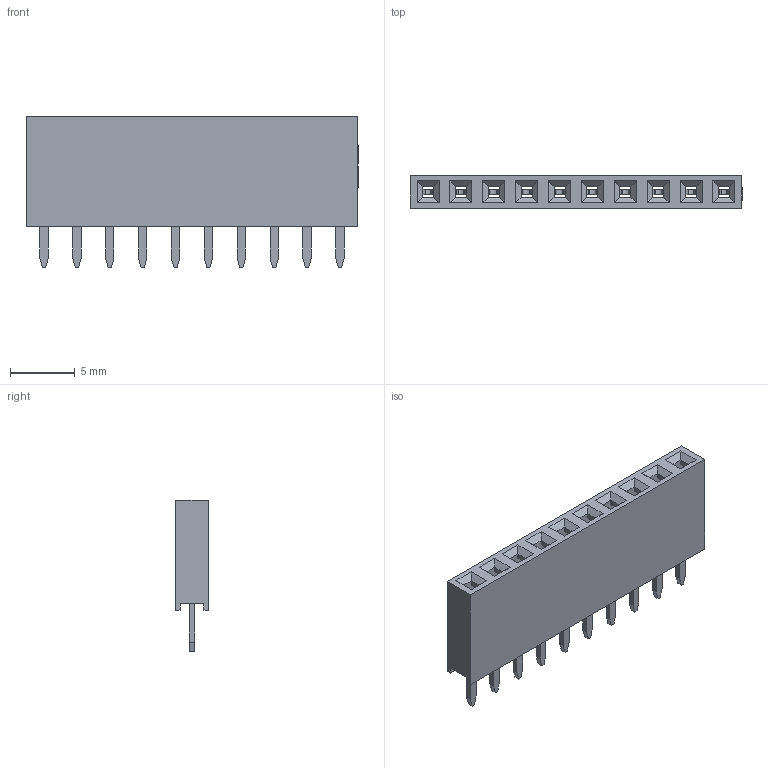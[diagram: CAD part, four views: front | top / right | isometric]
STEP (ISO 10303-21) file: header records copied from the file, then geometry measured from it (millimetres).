
FILE_DESCRIPTION(/* description */ ('Designed by EasyEDA Pro'),/* implementation_level */ '2;1');
FILE_NAME(/* name */ 'PM_2.54_1X10P_LH.step',/* time_stamp */ '2025-03-26T15:29:52+08:00',/* author */ (''),/* organization */ (''),/* preprocessor_version */ 'ST-DEVELOPER v20.1',/* originating_system */ 'Autodesk Translation Framework v14.4.0.0',/* authorisation */ '');
FILE_SCHEMA (('AUTOMOTIVE_DESIGN { 1 0 10303 214 3 1 1 }'));
Length unit declared in the file: millimetre
Products named in the file (4): LmMh-PCBModel; LmMh-Board; LmMh-U1-HDR-TH_10P-P2.54-V-F; COMPOUND
Assembly tree (3 placements, depth 3):
  LmMh-PCBModel
    LmMh-Board
    LmMh-U1-HDR-TH_10P-P2.54-V-F
      COMPOUND
Bounding box: 25.65 x 2.54 x 11.7 mm (x, y, z)
Volume: 437.8 mm3; surface area: 1378.9 mm2
Topology: 11 solids, 11 shells, 694 faces, 1919 edges, 1266 vertices
Faces by surface type: plane 446, cylinder 150, bspline 98
Entity records: 22808 total; most frequent: CARTESIAN_POINT 4934, ORIENTED_EDGE 3838, DIRECTION 3397, EDGE_CURVE 1919, LINE 1423, VECTOR 1423, VERTEX_POINT 1266, AXIS2_PLACEMENT_3D 987
